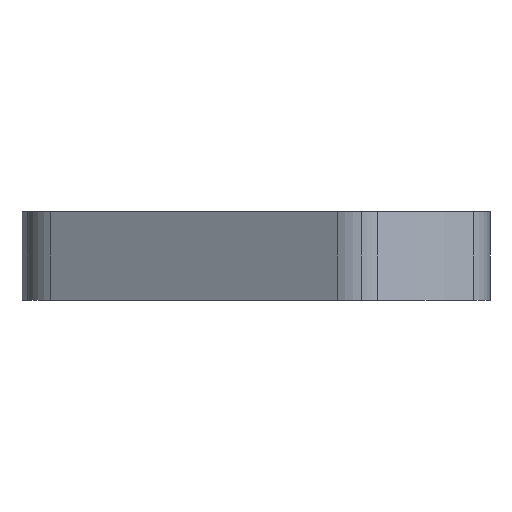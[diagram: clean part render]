
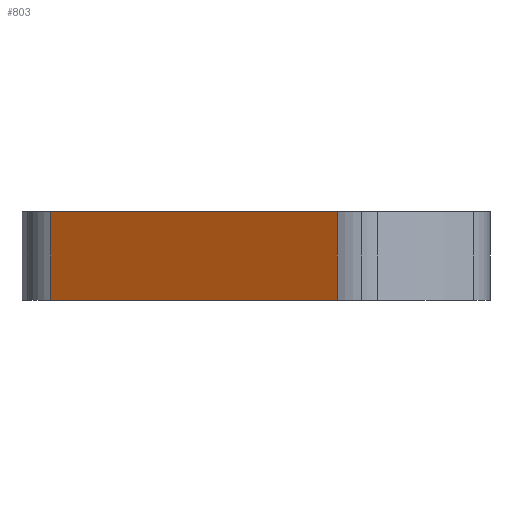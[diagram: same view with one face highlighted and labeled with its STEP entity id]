
A CAD part, left-side view. The second image highlights one B-rep face of the part: STEP entity #803.
In plain terms, the highlighted planar face has unit normal (-0.866, 0.5, 0).
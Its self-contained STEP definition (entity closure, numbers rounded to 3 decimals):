
#45 = FACE_OUTER_BOUND ( 'NONE', #734, .T. ) ;
#141 = CARTESIAN_POINT ( 'NONE',  ( -25.706, -4.524, -4.5 ) ) ;
#181 = VERTEX_POINT ( 'NONE', #704 ) ;
#248 = VECTOR ( 'NONE', #836, 1000. ) ;
#249 = DIRECTION ( 'NONE',  ( 0.5, 0.866, 0. ) ) ;
#256 = DIRECTION ( 'NONE',  ( -0.5, -0.866, 0. ) ) ;
#292 = DIRECTION ( 'NONE',  ( 0., 0., 1. ) ) ;
#304 = LINE ( 'NONE', #347, #905 ) ;
#339 = ORIENTED_EDGE ( 'NONE', *, *, #839, .F. ) ;
#347 = CARTESIAN_POINT ( 'NONE',  ( -8.935, 24.524, 4.5 ) ) ;
#377 = LINE ( 'NONE', #569, #471 ) ;
#455 = LINE ( 'NONE', #1005, #248 ) ;
#465 = CARTESIAN_POINT ( 'NONE',  ( -8.935, 24.524, 4.5 ) ) ;
#471 = VECTOR ( 'NONE', #256, 1000. ) ;
#559 = VERTEX_POINT ( 'NONE', #465 ) ;
#560 = PLANE ( 'NONE',  #561 ) ;
#561 = AXIS2_PLACEMENT_3D ( 'NONE', #808, #973, #249 ) ;
#569 = CARTESIAN_POINT ( 'NONE',  ( -17.321, 10., 4.5 ) ) ;
#577 = LINE ( 'NONE', #737, #875 ) ;
#659 = CARTESIAN_POINT ( 'NONE',  ( -8.935, 24.524, -4.5 ) ) ;
#704 = CARTESIAN_POINT ( 'NONE',  ( -25.706, -4.524, 4.5 ) ) ;
#734 = EDGE_LOOP ( 'NONE', ( #339, #965, #882, #857 ) ) ;
#737 = CARTESIAN_POINT ( 'NONE',  ( -25.706, -4.524, 4.5 ) ) ;
#803 = ADVANCED_FACE ( 'NONE', ( #45 ), #560, .F. ) ;
#804 = VERTEX_POINT ( 'NONE', #659 ) ;
#808 = CARTESIAN_POINT ( 'NONE',  ( -17.321, 10., 4.5 ) ) ;
#833 = DIRECTION ( 'NONE',  ( 0., 0., -1. ) ) ;
#836 = DIRECTION ( 'NONE',  ( -0.5, -0.866, 0. ) ) ;
#839 = EDGE_CURVE ( 'NONE', #559, #181, #377, .T. ) ;
#857 = ORIENTED_EDGE ( 'NONE', *, *, #972, .T. ) ;
#874 = EDGE_CURVE ( 'NONE', #559, #804, #304, .T. ) ;
#875 = VECTOR ( 'NONE', #292, 1000. ) ;
#882 = ORIENTED_EDGE ( 'NONE', *, *, #899, .T. ) ;
#899 = EDGE_CURVE ( 'NONE', #804, #971, #455, .T. ) ;
#905 = VECTOR ( 'NONE', #833, 1000. ) ;
#965 = ORIENTED_EDGE ( 'NONE', *, *, #874, .T. ) ;
#971 = VERTEX_POINT ( 'NONE', #141 ) ;
#972 = EDGE_CURVE ( 'NONE', #971, #181, #577, .T. ) ;
#973 = DIRECTION ( 'NONE',  ( 0.866, -0.5, 0. ) ) ;
#1005 = CARTESIAN_POINT ( 'NONE',  ( -17.321, 10., -4.5 ) ) ;
